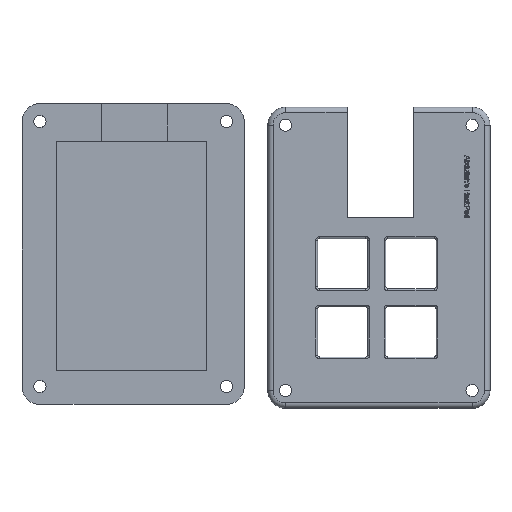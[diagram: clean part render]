
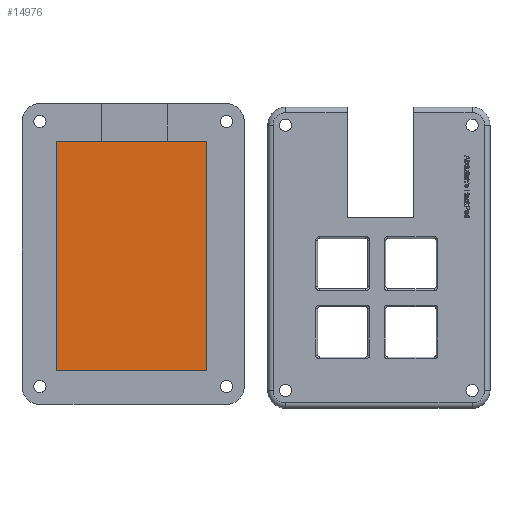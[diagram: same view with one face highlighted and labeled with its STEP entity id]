
A CAD part, top view. The second image highlights one B-rep face of the part: STEP entity #14976.
In plain terms, the highlighted planar face has unit normal (0, 0, 1).
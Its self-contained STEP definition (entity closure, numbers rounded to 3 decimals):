
#477=PLANE('',#15645);
#1017=FACE_OUTER_BOUND('',#1889,.T.);
#1889=EDGE_LOOP('',(#11660,#11661,#11662,#11663));
#2967=LINE('',#24308,#4201);
#2969=LINE('',#24313,#4203);
#2970=LINE('',#24314,#4204);
#2971=LINE('',#24315,#4205);
#4201=VECTOR('',#16896,10.);
#4203=VECTOR('',#16900,10.);
#4204=VECTOR('',#16901,10.);
#4205=VECTOR('',#16902,10.);
#6484=VERTEX_POINT('',#24305);
#6485=VERTEX_POINT('',#24307);
#6486=VERTEX_POINT('',#24311);
#6487=VERTEX_POINT('',#24312);
#8343=EDGE_CURVE('',#6484,#6485,#2967,.T.);
#8345=EDGE_CURVE('',#6486,#6487,#2969,.T.);
#8346=EDGE_CURVE('',#6485,#6486,#2970,.T.);
#8347=EDGE_CURVE('',#6487,#6484,#2971,.T.);
#11660=ORIENTED_EDGE('',*,*,#8345,.F.);
#11661=ORIENTED_EDGE('',*,*,#8346,.F.);
#11662=ORIENTED_EDGE('',*,*,#8343,.F.);
#11663=ORIENTED_EDGE('',*,*,#8347,.F.);
#14976=ADVANCED_FACE('',(#1017),#477,.T.);
#15645=AXIS2_PLACEMENT_3D('',#24310,#16898,#16899);
#16896=DIRECTION('',(1.,0.,0.));
#16898=DIRECTION('center_axis',(0.,0.,1.));
#16899=DIRECTION('ref_axis',(1.,0.,0.));
#16900=DIRECTION('',(-1.,0.,0.));
#16901=DIRECTION('',(0.,-1.,0.));
#16902=DIRECTION('',(0.,1.,0.));
#24305=CARTESIAN_POINT('',(-25.416,54.584,3.));
#24307=CARTESIAN_POINT('',(16.584,54.584,3.));
#24308=CARTESIAN_POINT('',(-14.916,54.584,3.));
#24310=CARTESIAN_POINT('Origin',(-4.416,22.634,3.));
#24311=CARTESIAN_POINT('',(16.584,-9.316,3.));
#24312=CARTESIAN_POINT('',(-25.416,-9.316,3.));
#24313=CARTESIAN_POINT('',(6.084,-9.316,3.));
#24314=CARTESIAN_POINT('',(16.584,38.609,3.));
#24315=CARTESIAN_POINT('',(-25.416,6.659,3.));
